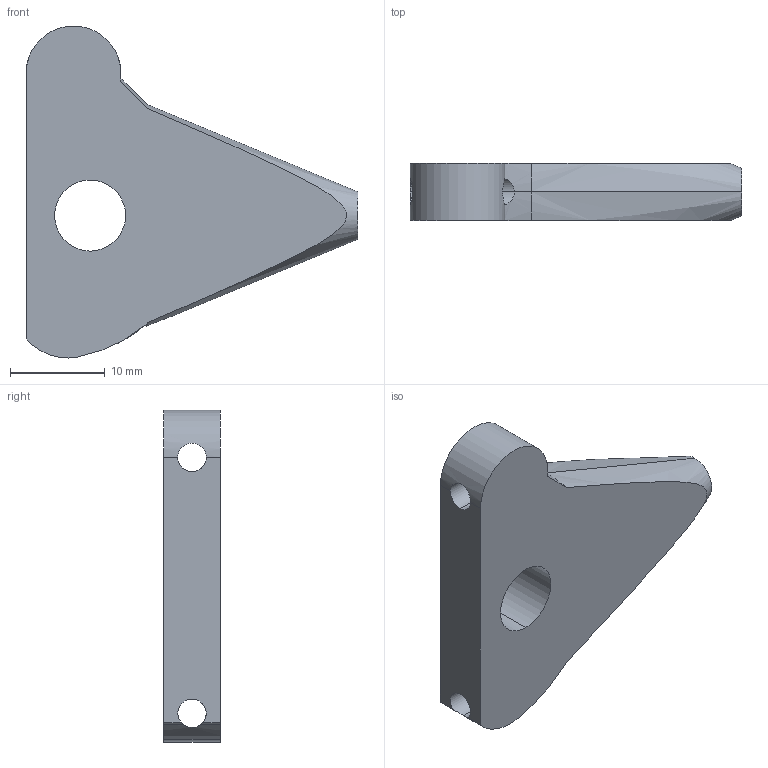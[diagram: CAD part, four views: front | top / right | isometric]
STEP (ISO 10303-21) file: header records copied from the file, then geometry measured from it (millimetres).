
FILE_DESCRIPTION (( 'STEP AP203' ), '1' );
FILE_NAME ('arm pivot v8.step_Default_sldprt.STEP', '2021-04-13T21:45:47', ( '' ), ( '' ), 'SwSTEP 2.0', 'SolidWorks 2020', '' );
FILE_SCHEMA (( 'CONFIG_CONTROL_DESIGN' ));
Length unit declared in the file: millimetre
Products named in the file (1): arm pivot v8.step_Default_sldprt
Bounding box: 35 x 6 x 35.03 mm (x, y, z)
Volume: 3660.1 mm3; surface area: 2501.1 mm2
Topology: 1 solids, 1 shells, 29 faces, 85 edges, 55 vertices
Faces by surface type: cylinder 12, plane 11, cone 6
Entity records: 1280 total; most frequent: CARTESIAN_POINT 456, ORIENTED_EDGE 170, DIRECTION 149, EDGE_CURVE 85, AXIS2_PLACEMENT_3D 60, VERTEX_POINT 55, EDGE_LOOP 32, CIRCLE 30
